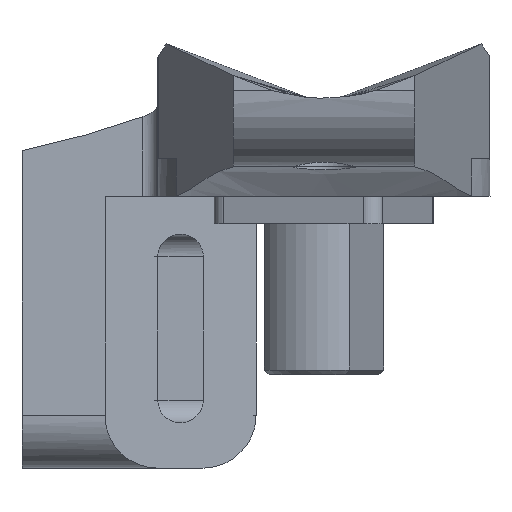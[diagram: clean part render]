
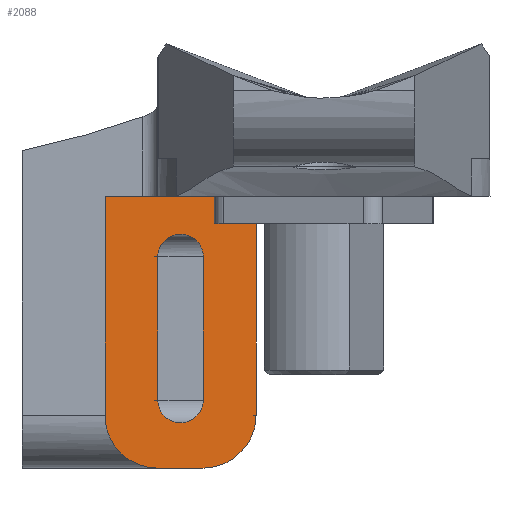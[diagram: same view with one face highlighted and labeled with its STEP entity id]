
A CAD part, front view. The second image highlights one B-rep face of the part: STEP entity #2088.
In plain terms, the highlighted planar face has unit normal (0.706, -0.708, 0).
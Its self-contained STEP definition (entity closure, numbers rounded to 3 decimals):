
#558 = VERTEX_POINT('',#559);
#559 = CARTESIAN_POINT('',(-14.5,6.709,-2.5));
#565 = EDGE_CURVE('',#558,#566,#568,.T.);
#566 = VERTEX_POINT('',#567);
#567 = CARTESIAN_POINT('',(-4.5,16.676,-2.5));
#568 = LINE('',#569,#570);
#569 = CARTESIAN_POINT('',(-7.959,13.228,-2.5));
#570 = VECTOR('',#571,1.);
#571 = DIRECTION('',(0.708,0.706,0.));
#657 = EDGE_CURVE('',#658,#660,#662,.T.);
#658 = VERTEX_POINT('',#659);
#659 = CARTESIAN_POINT('',(-10.989,10.209,-20.5));
#660 = VERTEX_POINT('',#661);
#661 = CARTESIAN_POINT('',(-8.011,13.176,-20.5));
#662 = LINE('',#663,#664);
#663 = CARTESIAN_POINT('',(-7.251,13.934,-20.5));
#664 = VECTOR('',#665,1.);
#665 = DIRECTION('',(0.708,0.706,0.));
#697 = EDGE_CURVE('',#660,#698,#700,.T.);
#698 = VERTEX_POINT('',#699);
#699 = CARTESIAN_POINT('',(-4.5,16.676,-17.));
#700 = ELLIPSE('',#701,4.958,3.5);
#701 = AXIS2_PLACEMENT_3D('',#702,#703,#704);
#702 = CARTESIAN_POINT('',(-8.011,13.176,-17.));
#703 = DIRECTION('',(0.706,-0.708,0.));
#704 = DIRECTION('',(0.708,0.706,0.));
#773 = VERTEX_POINT('',#774);
#774 = CARTESIAN_POINT('',(-7.995,13.192,
    -6.5));
#792 = VERTEX_POINT('',#793);
#793 = CARTESIAN_POINT('',(-11.005,10.192,
    -6.5));
#799 = EDGE_CURVE('',#792,#773,#800,.T.);
#800 = ELLIPSE('',#801,2.125,1.5);
#801 = AXIS2_PLACEMENT_3D('',#802,#803,#804);
#802 = CARTESIAN_POINT('',(-9.5,11.692,-6.5));
#803 = DIRECTION('',(-0.706,0.708,0.));
#804 = DIRECTION('',(-0.708,-0.706,0.));
#814 = EDGE_CURVE('',#815,#658,#817,.T.);
#815 = VERTEX_POINT('',#816);
#816 = CARTESIAN_POINT('',(-14.5,6.709,-17.));
#817 = ELLIPSE('',#818,4.958,3.5);
#818 = AXIS2_PLACEMENT_3D('',#819,#820,#821);
#819 = CARTESIAN_POINT('',(-10.989,10.209,-17.));
#820 = DIRECTION('',(0.706,-0.708,0.));
#821 = DIRECTION('',(-0.708,-0.706,0.));
#2031 = EDGE_CURVE('',#2032,#792,#2034,.T.);
#2032 = VERTEX_POINT('',#2033);
#2033 = CARTESIAN_POINT('',(-11.005,10.192,
    -16.));
#2034 = LINE('',#2035,#2036);
#2035 = CARTESIAN_POINT('',(-11.005,10.192,
    -9.));
#2036 = VECTOR('',#2037,1.);
#2037 = DIRECTION('',(0.,0.,1.));
#2088 = ADVANCED_FACE('',(#2089,#2107),#2126,.T.);
#2089 = FACE_BOUND('',#2090,.T.);
#2090 = EDGE_LOOP('',(#2091,#2097,#2098,#2099,#2100,#2106));
#2091 = ORIENTED_EDGE('',*,*,#2092,.T.);
#2092 = EDGE_CURVE('',#558,#815,#2093,.T.);
#2093 = LINE('',#2094,#2095);
#2094 = CARTESIAN_POINT('',(-14.5,6.709,-1.));
#2095 = VECTOR('',#2096,1.);
#2096 = DIRECTION('',(0.,0.,-1.));
#2097 = ORIENTED_EDGE('',*,*,#814,.T.);
#2098 = ORIENTED_EDGE('',*,*,#657,.T.);
#2099 = ORIENTED_EDGE('',*,*,#697,.T.);
#2100 = ORIENTED_EDGE('',*,*,#2101,.T.);
#2101 = EDGE_CURVE('',#698,#566,#2102,.T.);
#2102 = LINE('',#2103,#2104);
#2103 = CARTESIAN_POINT('',(-4.5,16.676,-1.));
#2104 = VECTOR('',#2105,1.);
#2105 = DIRECTION('',(0.,0.,1.));
#2106 = ORIENTED_EDGE('',*,*,#565,.F.);
#2107 = FACE_BOUND('',#2108,.T.);
#2108 = EDGE_LOOP('',(#2109,#2110,#2118,#2125));
#2109 = ORIENTED_EDGE('',*,*,#799,.T.);
#2110 = ORIENTED_EDGE('',*,*,#2111,.T.);
#2111 = EDGE_CURVE('',#773,#2112,#2114,.T.);
#2112 = VERTEX_POINT('',#2113);
#2113 = CARTESIAN_POINT('',(-7.995,13.192,
    -16.));
#2114 = LINE('',#2115,#2116);
#2115 = CARTESIAN_POINT('',(-7.995,13.192,
    -4.));
#2116 = VECTOR('',#2117,1.);
#2117 = DIRECTION('',(0.,0.,-1.));
#2118 = ORIENTED_EDGE('',*,*,#2119,.T.);
#2119 = EDGE_CURVE('',#2112,#2032,#2120,.T.);
#2120 = ELLIPSE('',#2121,2.125,1.5);
#2121 = AXIS2_PLACEMENT_3D('',#2122,#2123,#2124);
#2122 = CARTESIAN_POINT('',(-9.5,11.692,-16.));
#2123 = DIRECTION('',(-0.706,0.708,0.));
#2124 = DIRECTION('',(-0.708,-0.706,0.));
#2125 = ORIENTED_EDGE('',*,*,#2031,.T.);
#2126 = PLANE('',#2127);
#2127 = AXIS2_PLACEMENT_3D('',#2128,#2129,#2130);
#2128 = CARTESIAN_POINT('',(-4.5,16.676,-2.));
#2129 = DIRECTION('',(0.706,-0.708,0.));
#2130 = DIRECTION('',(-0.708,-0.706,0.));
